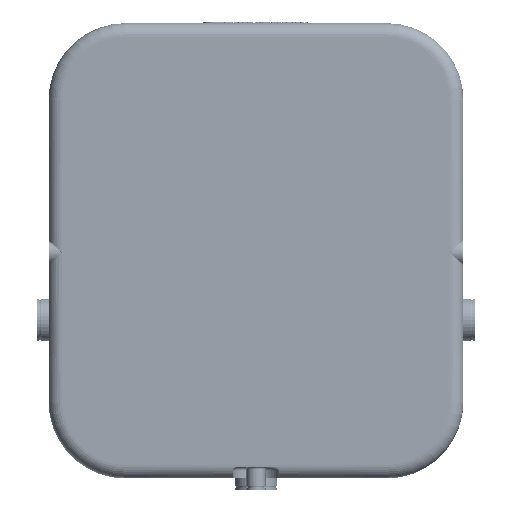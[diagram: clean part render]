
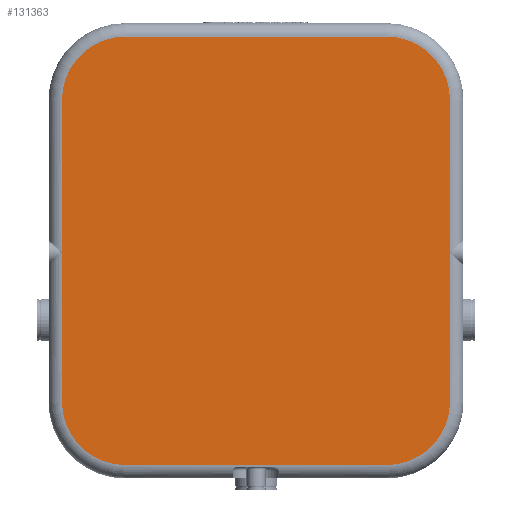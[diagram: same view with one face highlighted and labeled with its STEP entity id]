
A CAD part, front view. The second image highlights one B-rep face of the part: STEP entity #131363.
In plain terms, the highlighted planar face has unit normal (0, -1, 0).
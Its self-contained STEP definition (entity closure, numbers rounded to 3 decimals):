
#2715 = EDGE_CURVE ( 'NONE', #126726, #86818, #35996, .T. ) ;
#4557 = CIRCLE ( 'NONE', #52304, 165. ) ;
#5383 = EDGE_CURVE ( 'NONE', #34310, #126726, #21505, .T. ) ;
#5868 = EDGE_CURVE ( 'NONE', #63911, #16370, #33550, .T. ) ;
#10166 = VECTOR ( 'NONE', #21282, 1000. ) ;
#10479 = ORIENTED_EDGE ( 'NONE', *, *, #2715, .F. ) ;
#11937 = VECTOR ( 'NONE', #62948, 1000. ) ;
#12064 = VERTEX_POINT ( 'NONE', #64142 ) ;
#13807 = LINE ( 'NONE', #115047, #27388 ) ;
#16370 = VERTEX_POINT ( 'NONE', #38625 ) ;
#17630 = ORIENTED_EDGE ( 'NONE', *, *, #81693, .T. ) ;
#20379 = CARTESIAN_POINT ( 'NONE',  ( 340., 0., -835. ) ) ;
#20580 = VERTEX_POINT ( 'NONE', #27502 ) ;
#21163 = DIRECTION ( 'NONE',  ( 0., -1., 0. ) ) ;
#21282 = DIRECTION ( 'NONE',  ( 1., 0., 0. ) ) ;
#21505 = LINE ( 'NONE', #117193, #11937 ) ;
#25925 = DIRECTION ( 'NONE',  ( 0., 0., 1. ) ) ;
#26359 = CARTESIAN_POINT ( 'NONE',  ( 505., 0., -835. ) ) ;
#27388 = VECTOR ( 'NONE', #41732, 1000. ) ;
#27502 = CARTESIAN_POINT ( 'NONE',  ( -340., 0., 115. ) ) ;
#28319 = VECTOR ( 'NONE', #116410, 1000. ) ;
#31511 = DIRECTION ( 'NONE',  ( 0., 0., 1. ) ) ;
#31679 = CARTESIAN_POINT ( 'NONE',  ( 340., 0., 115. ) ) ;
#31733 = LINE ( 'NONE', #104388, #95082 ) ;
#33550 = CIRCLE ( 'NONE', #120310, 165. ) ;
#34269 = DIRECTION ( 'NONE',  ( 0., 1., 0. ) ) ;
#34310 = VERTEX_POINT ( 'NONE', #86172 ) ;
#35434 = CARTESIAN_POINT ( 'NONE',  ( -340., 0., -835. ) ) ;
#35996 = LINE ( 'NONE', #77460, #109387 ) ;
#37804 = CIRCLE ( 'NONE', #118069, 165. ) ;
#38304 = VERTEX_POINT ( 'NONE', #81314 ) ;
#38625 = CARTESIAN_POINT ( 'NONE',  ( -340., 0., -1000. ) ) ;
#38747 = ORIENTED_EDGE ( 'NONE', *, *, #117885, .T. ) ;
#40396 = VERTEX_POINT ( 'NONE', #31679 ) ;
#41712 = DIRECTION ( 'NONE',  ( 0., -1., 0. ) ) ;
#41732 = DIRECTION ( 'NONE',  ( 0., 0., -1. ) ) ;
#52304 = AXIS2_PLACEMENT_3D ( 'NONE', #85927, #34269, #117110 ) ;
#52514 = AXIS2_PLACEMENT_3D ( 'NONE', #35434, #77571, #25925 ) ;
#53438 = ORIENTED_EDGE ( 'NONE', *, *, #5383, .F. ) ;
#56524 = ORIENTED_EDGE ( 'NONE', *, *, #5868, .T. ) ;
#59711 = EDGE_CURVE ( 'NONE', #86818, #38304, #106437, .T. ) ;
#61837 = DIRECTION ( 'NONE',  ( 0., 0., 1. ) ) ;
#62948 = DIRECTION ( 'NONE',  ( 0., 0., -1. ) ) ;
#63911 = VERTEX_POINT ( 'NONE', #80343 ) ;
#64142 = CARTESIAN_POINT ( 'NONE',  ( -505., 0., -448. ) ) ;
#64836 = LINE ( 'NONE', #66164, #28319 ) ;
#66164 = CARTESIAN_POINT ( 'NONE',  ( -505., 0., -835. ) ) ;
#67245 = DIRECTION ( 'NONE',  ( 0., 0., -1. ) ) ;
#68409 = CARTESIAN_POINT ( 'NONE',  ( 505., 0., -448. ) ) ;
#77460 = CARTESIAN_POINT ( 'NONE',  ( 505., 0., -835. ) ) ;
#77571 = DIRECTION ( 'NONE',  ( 0., 1., 0. ) ) ;
#79591 = CARTESIAN_POINT ( 'NONE',  ( -505., 0., -50. ) ) ;
#80343 = CARTESIAN_POINT ( 'NONE',  ( -505., 0., -835. ) ) ;
#81314 = CARTESIAN_POINT ( 'NONE',  ( 340., 0., -1000. ) ) ;
#81693 = EDGE_CURVE ( 'NONE', #98709, #12064, #13807, .T. ) ;
#83577 = ORIENTED_EDGE ( 'NONE', *, *, #93710, .T. ) ;
#85702 = EDGE_CURVE ( 'NONE', #40396, #20580, #31733, .T. ) ;
#85927 = CARTESIAN_POINT ( 'NONE',  ( 340., 0., -50. ) ) ;
#86172 = CARTESIAN_POINT ( 'NONE',  ( 505., 0., -50. ) ) ;
#86818 = VERTEX_POINT ( 'NONE', #26359 ) ;
#87526 = ORIENTED_EDGE ( 'NONE', *, *, #109382, .F. ) ;
#88920 = ORIENTED_EDGE ( 'NONE', *, *, #122858, .T. ) ;
#93710 = EDGE_CURVE ( 'NONE', #12064, #63911, #64836, .T. ) ;
#95082 = VECTOR ( 'NONE', #134274, 1000. ) ;
#95160 = DIRECTION ( 'NONE',  ( 0., 0., 1. ) ) ;
#97920 = FACE_OUTER_BOUND ( 'NONE', #130136, .T. ) ;
#98709 = VERTEX_POINT ( 'NONE', #79591 ) ;
#104388 = CARTESIAN_POINT ( 'NONE',  ( -340., 0., 115. ) ) ;
#104665 = CARTESIAN_POINT ( 'NONE',  ( -340., 0., -50. ) ) ;
#106437 = CIRCLE ( 'NONE', #125899, 165. ) ;
#109382 = EDGE_CURVE ( 'NONE', #40396, #34310, #4557, .T. ) ;
#109387 = VECTOR ( 'NONE', #67245, 1000. ) ;
#113045 = CARTESIAN_POINT ( 'NONE',  ( -340., 0., -835. ) ) ;
#114304 = LINE ( 'NONE', #126489, #10166 ) ;
#115047 = CARTESIAN_POINT ( 'NONE',  ( -505., 0., -835. ) ) ;
#116410 = DIRECTION ( 'NONE',  ( 0., 0., -1. ) ) ;
#117110 = DIRECTION ( 'NONE',  ( 0., 0., 1. ) ) ;
#117193 = CARTESIAN_POINT ( 'NONE',  ( 505., 0., -835. ) ) ;
#117885 = EDGE_CURVE ( 'NONE', #20580, #98709, #37804, .T. ) ;
#118069 = AXIS2_PLACEMENT_3D ( 'NONE', #104665, #21163, #95160 ) ;
#120310 = AXIS2_PLACEMENT_3D ( 'NONE', #113045, #41712, #31511 ) ;
#121160 = ORIENTED_EDGE ( 'NONE', *, *, #59711, .F. ) ;
#122858 = EDGE_CURVE ( 'NONE', #16370, #38304, #114304, .T. ) ;
#124930 = DIRECTION ( 'NONE',  ( 0., 1., 0. ) ) ;
#125158 = ORIENTED_EDGE ( 'NONE', *, *, #85702, .T. ) ;
#125899 = AXIS2_PLACEMENT_3D ( 'NONE', #20379, #124930, #61837 ) ;
#126489 = CARTESIAN_POINT ( 'NONE',  ( -340., 0., -1000. ) ) ;
#126726 = VERTEX_POINT ( 'NONE', #68409 ) ;
#127141 = PLANE ( 'NONE',  #52514 ) ;
#130136 = EDGE_LOOP ( 'NONE', ( #17630, #83577, #56524, #88920, #121160, #10479, #53438, #87526, #125158, #38747 ) ) ;
#131363 = ADVANCED_FACE ( 'NONE', ( #97920 ), #127141, .F. ) ;
#134274 = DIRECTION ( 'NONE',  ( -1., 0., 0. ) ) ;
